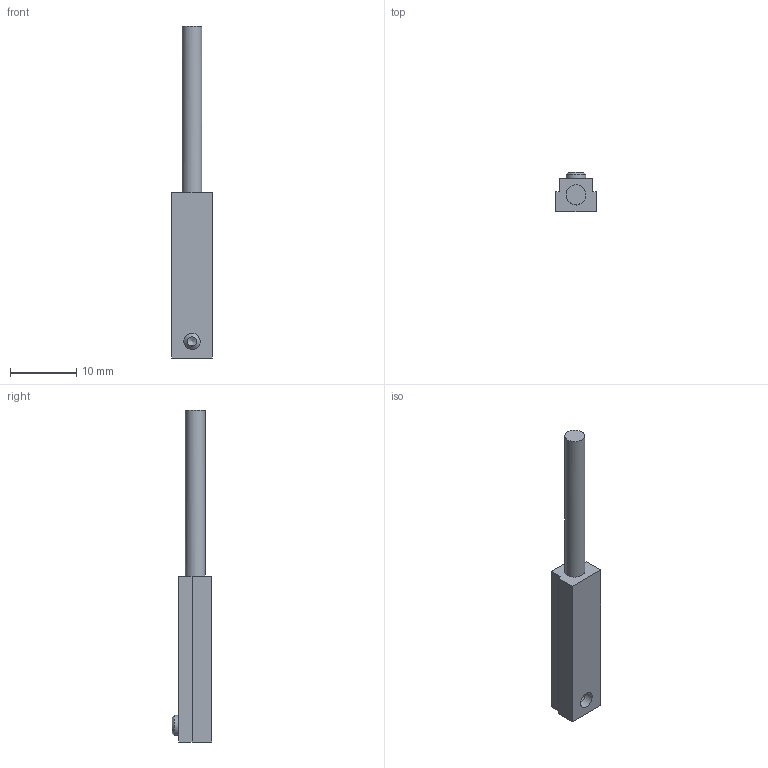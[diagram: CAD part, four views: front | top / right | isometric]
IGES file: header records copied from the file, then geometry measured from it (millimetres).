
Global section: file name: MZET 25 PSK; native system: Autodesk Inventor 2014; preprocessor: unknown; author: C. Kuhn; date: 20140310.083346; units: millimetre
Bounding box: 6.1 x 6 x 50 mm (x, y, z)
Volume: 866.9 mm3; surface area: 938.5 mm2
Topology: 1 solids, 2 shells, 39 faces, 93 edges, 58 vertices
Faces by surface type: bspline 39
